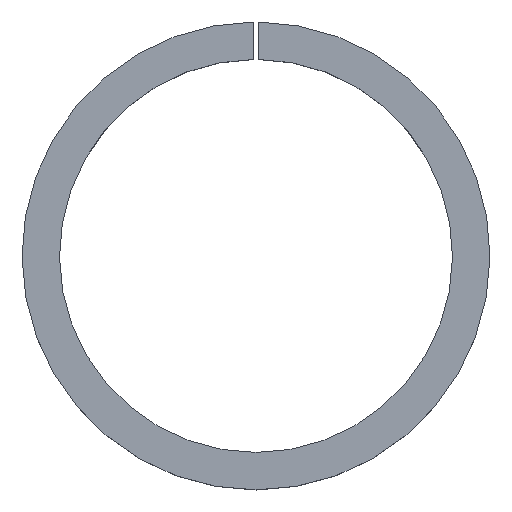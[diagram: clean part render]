
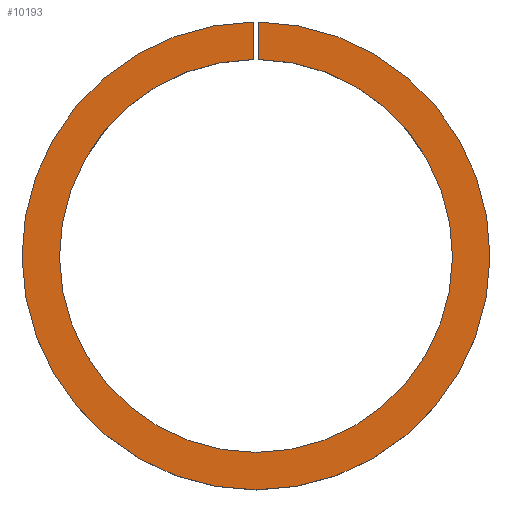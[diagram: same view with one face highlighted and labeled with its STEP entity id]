
A CAD part, top view. The second image highlights one B-rep face of the part: STEP entity #10193.
In plain terms, the highlighted planar face has unit normal (0, 0, 1).
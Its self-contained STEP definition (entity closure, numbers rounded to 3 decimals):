
#98 = PLANE ( 'NONE',  #11816 ) ;
#139 = ORIENTED_EDGE ( 'NONE', *, *, #12653, .F. ) ;
#414 = CIRCLE ( 'NONE', #8166, 42. ) ;
#580 = DIRECTION ( 'NONE',  ( 0., 0., -1. ) ) ;
#936 = CARTESIAN_POINT ( 'NONE',  ( -0.5, 41.997, 8. ) ) ;
#1186 = EDGE_CURVE ( 'NONE', #10701, #9193, #414, .T. ) ;
#1210 = AXIS2_PLACEMENT_3D ( 'NONE', #4761, #12963, #7957 ) ;
#1407 = ORIENTED_EDGE ( 'NONE', *, *, #9644, .T. ) ;
#1952 = DIRECTION ( 'NONE',  ( -1., 0., 0. ) ) ;
#1972 = EDGE_CURVE ( 'NONE', #6301, #9060, #9867, .T. ) ;
#2730 = ORIENTED_EDGE ( 'NONE', *, *, #1186, .T. ) ;
#4543 = DIRECTION ( 'NONE',  ( -1., 0., 0. ) ) ;
#4761 = CARTESIAN_POINT ( 'NONE',  ( 0., 0., 8. ) ) ;
#5421 = DIRECTION ( 'NONE',  ( 0., 0., -1. ) ) ;
#6301 = VERTEX_POINT ( 'NONE', #12679 ) ;
#6883 = EDGE_LOOP ( 'NONE', ( #11002, #139, #2730, #1407 ) ) ;
#7154 = CARTESIAN_POINT ( 'NONE',  ( 0., -42., 8. ) ) ;
#7179 = CARTESIAN_POINT ( 'NONE',  ( -0.5, 0., 8. ) ) ;
#7663 = CARTESIAN_POINT ( 'NONE',  ( 0.5, 0., 8. ) ) ;
#7957 = DIRECTION ( 'NONE',  ( -1., 0., 0. ) ) ;
#7967 = VECTOR ( 'NONE', #10186, 1000. ) ;
#7969 = CARTESIAN_POINT ( 'NONE',  ( -0.5, 49.997, 8. ) ) ;
#8166 = AXIS2_PLACEMENT_3D ( 'NONE', #10599, #580, #4543 ) ;
#8241 = LINE ( 'NONE', #7663, #9006 ) ;
#9006 = VECTOR ( 'NONE', #9649, 1000. ) ;
#9039 = CARTESIAN_POINT ( 'NONE',  ( 0.5, 41.997, 8. ) ) ;
#9060 = VERTEX_POINT ( 'NONE', #7969 ) ;
#9193 = VERTEX_POINT ( 'NONE', #936 ) ;
#9644 = EDGE_CURVE ( 'NONE', #9193, #9060, #10017, .T. ) ;
#9649 = DIRECTION ( 'NONE',  ( 0., 1., 0. ) ) ;
#9867 = CIRCLE ( 'NONE', #1210, 50. ) ;
#10017 = LINE ( 'NONE', #7179, #7967 ) ;
#10186 = DIRECTION ( 'NONE',  ( 0., 1., 0. ) ) ;
#10193 = ADVANCED_FACE ( 'NONE', ( #12666 ), #98, .F. ) ;
#10599 = CARTESIAN_POINT ( 'NONE',  ( 0., 0., 8. ) ) ;
#10701 = VERTEX_POINT ( 'NONE', #9039 ) ;
#11002 = ORIENTED_EDGE ( 'NONE', *, *, #1972, .F. ) ;
#11816 = AXIS2_PLACEMENT_3D ( 'NONE', #7154, #5421, #1952 ) ;
#12653 = EDGE_CURVE ( 'NONE', #10701, #6301, #8241, .T. ) ;
#12666 = FACE_OUTER_BOUND ( 'NONE', #6883, .T. ) ;
#12679 = CARTESIAN_POINT ( 'NONE',  ( 0.5, 49.997, 8. ) ) ;
#12963 = DIRECTION ( 'NONE',  ( 0., 0., -1. ) ) ;
